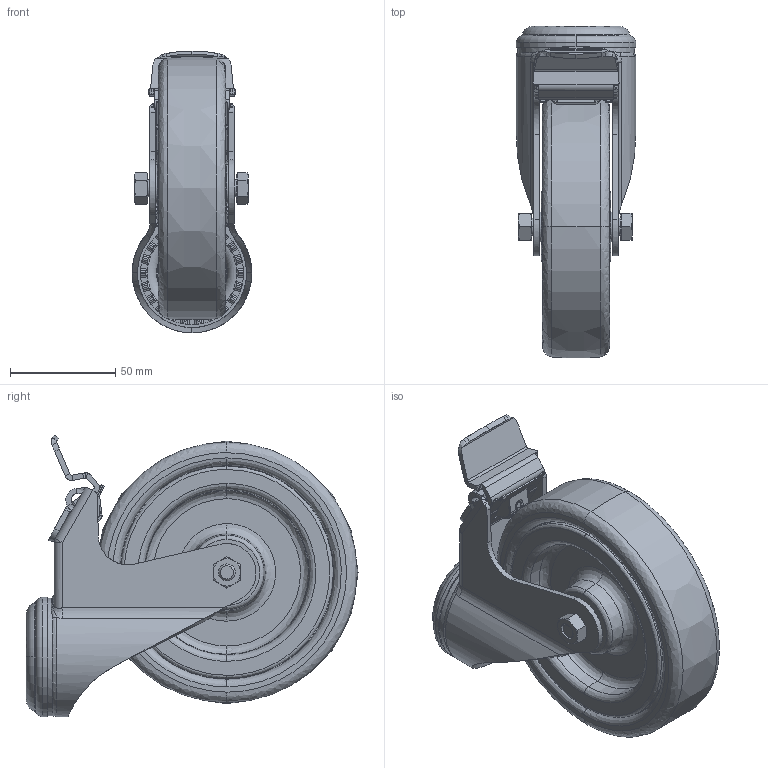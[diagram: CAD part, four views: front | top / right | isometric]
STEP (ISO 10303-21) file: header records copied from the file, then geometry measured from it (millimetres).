
FILE_DESCRIPTION (( 'STEP AP214' ), '1' );
FILE_NAME ('Accessories for aluminium profiles098S125GDNESD.step', '2016-10-19T13:41:41', ( '' ), ( '' ), 'SwSTEP 2.0', 'SolidWorks 2016', '' );
FILE_SCHEMA (( 'AUTOMOTIVE_DESIGN' ));
Length unit declared in the file: millimetre
Products named in the file (5): VPA_126_8K-EL_118844-214_selction no pls; 4DIN931M08048MS01; 4DIN934M08M; 098SR.u.Tab_098S125D; Accessories for aluminium profiles098S125GDNESD
Assembly tree (4 placements, depth 2):
  Accessories for aluminium profiles098S125GDNESD
    098SR.u.Tab_098S125D
    4DIN934M08M
    4DIN931M08048MS01
    VPA_126_8K-EL_118844-214_selction no pls
Bounding box: 57 x 158.04 x 134.11 mm (x, y, z)
Volume: 366910.4 mm3; surface area: 93170.4 mm2
Topology: 5 solids, 5 shells, 1817 faces, 4742 edges, 2999 vertices
Faces by surface type: plane 778, bspline 419, cylinder 400, torus 150, cone 66, sphere 4
Entity records: 84312 total; most frequent: CARTESIAN_POINT 40305, ORIENTED_EDGE 9468, DIRECTION 6608, EDGE_CURVE 4734, VERTEX_POINT 3000, LINE 2394, VECTOR 2394, AXIS2_PLACEMENT_3D 2107
